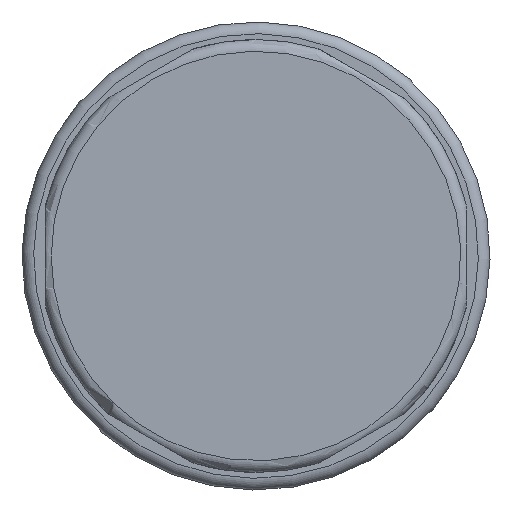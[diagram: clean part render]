
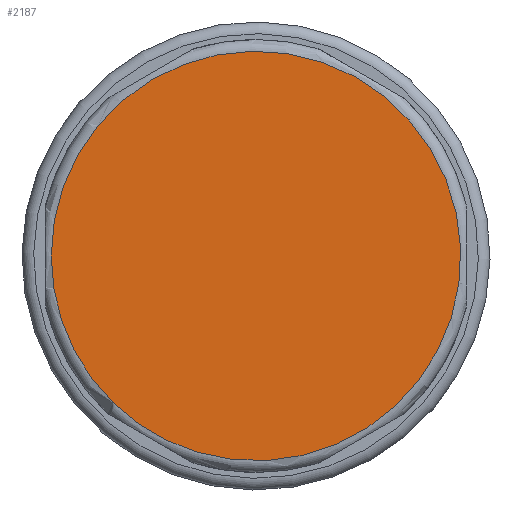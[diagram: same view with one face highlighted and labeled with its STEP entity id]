
A CAD part, left-side view. The second image highlights one B-rep face of the part: STEP entity #2187.
In plain terms, the highlighted planar face has unit normal (-1, 0, 0).
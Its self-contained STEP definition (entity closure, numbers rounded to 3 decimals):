
#1871=CARTESIAN_POINT('',(0.0,17.5,0.0));
#1872=VERTEX_POINT('',#1871);
#1873=CARTESIAN_POINT('',(0.0,0.0,0.0));
#1874=DIRECTION('',(1.0,0.0,0.0));
#1875=DIRECTION('',(0.0,-1.0,0.0));
#1876=AXIS2_PLACEMENT_3D('',#1873,#1874,#1875);
#1877=CIRCLE('',#1876,17.5);
#1878=EDGE_CURVE('',#1872,#1872,#1877,.T.);
#2179=CARTESIAN_POINT('',(0.0,14.513,0.0));
#2180=DIRECTION('',(-1.0,0.0,0.0));
#2181=DIRECTION('',(0.0,0.0,1.0));
#2182=AXIS2_PLACEMENT_3D('',#2179,#2180,#2181);
#2183=PLANE('',#2182);
#2184=ORIENTED_EDGE('',*,*,#1878,.F.);
#2185=EDGE_LOOP('',(#2184));
#2186=FACE_OUTER_BOUND('',#2185,.T.);
#2187=ADVANCED_FACE('',(#2186),#2183,.T.);
